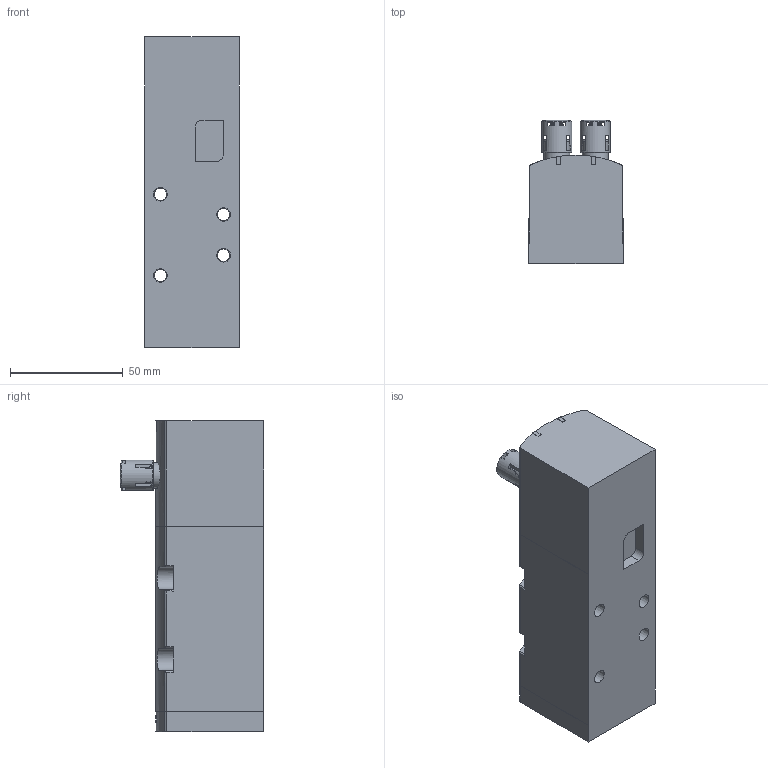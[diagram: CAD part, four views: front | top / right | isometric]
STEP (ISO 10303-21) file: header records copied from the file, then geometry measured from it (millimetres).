
FILE_DESCRIPTION(/* description */ ('STEP AP214'),/* implementation_level */ '2;1');
FILE_NAME(/* name */ '8034780_VSVA-B-P53C-ZTR-D1-1T1L',/* time_stamp */ '2024-09-17T08:27:18+02:00',/* author */ ('License CC BY-ND 4.0'),/* organization */ ('CADENAS'),/* preprocessor_version */ 'ST-DEVELOPER v19.3',/* originating_system */ 'PARTsolutions',/* authorisation */ ' ');
FILE_SCHEMA (('AUTOMOTIVE_DESIGN {1 0 10303 214 3 1 1}'));
Length unit declared in the file: millimetre
Products named in the file (3): 8034780 VSVA-B-P53C-ZTR-D1-1T1L; 8034780 VSVA-B-P53C-ZTR-D1-1T1L---(part); 4105147 VAMC-B-S6-CTR
Assembly tree (3 placements, depth 2):
  8034780 VSVA-B-P53C-ZTR-D1-1T1L
    8034780 VSVA-B-P53C-ZTR-D1-1T1L---(part)
    4105147 VAMC-B-S6-CTR  x2
Bounding box: 42 x 63.4 x 138 mm (x, y, z)
Volume: 261916.7 mm3; surface area: 34893.6 mm2
Topology: 3 solids, 3 shells, 345 faces, 968 edges, 636 vertices
Faces by surface type: plane 208, cylinder 107, cone 18, torus 10, sphere 2
Full cylindrical faces by diameter (mm): 5 x2, 5.5 x4, 5.8 x2, 11.4 x2, 13.4 x2
Entity records: 9625 total; most frequent: CARTESIAN_POINT 1534, DIRECTION 1312, ORIENTED_EDGE 1304, EDGE_CURVE 652, AXIS2_PLACEMENT_3D 457, VERTEX_POINT 442, LINE 398, VECTOR 398
